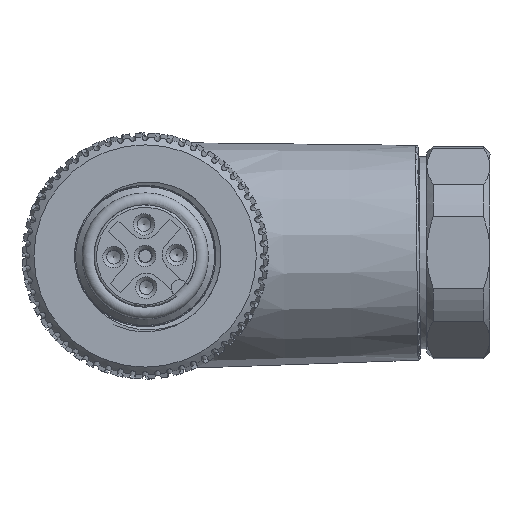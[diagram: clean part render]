
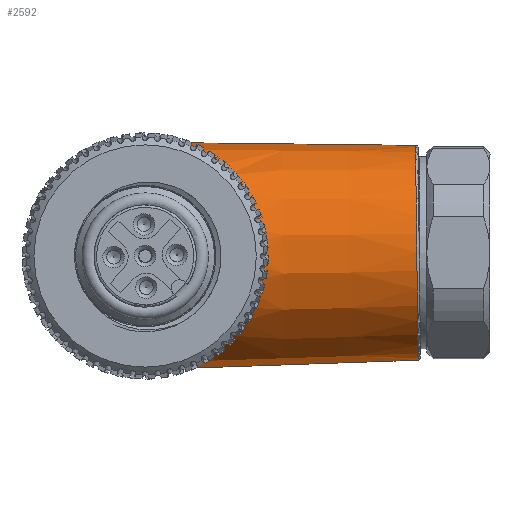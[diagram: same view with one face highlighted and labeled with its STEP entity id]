
A CAD part, left-side view. The second image highlights one B-rep face of the part: STEP entity #2592.
In plain terms, the highlighted conical face has half-angle 1.321 degrees and reference radius 8.994 mm.
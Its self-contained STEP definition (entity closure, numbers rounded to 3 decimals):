
#524=LINE('',#19448,#1081);
#525=LINE('',#19450,#1082);
#527=LINE('',#19457,#1084);
#528=LINE('',#19463,#1085);
#1081=VECTOR('',#12847,1.);
#1082=VECTOR('',#12850,1.);
#1084=VECTOR('',#12856,1.);
#1085=VECTOR('',#12861,1.);
#1630=FACE_OUTER_BOUND('',#3659,.T.);
#1804=CONICAL_SURFACE('',#10445,8.994,1.321);
#2592=ADVANCED_FACE('',(#1630),#1804,.T.);
#3092=B_SPLINE_CURVE_WITH_KNOTS('',3,(#19518,#19519,#19520,#19521,#19522,
#19523,#19524,#19525,#19526,#19527,#19528,#19529,#19530,#19531,#19532,#19533),
 .UNSPECIFIED.,.F.,.F.,(4,2,2,2,2,2,2,4),(0.,0.25,0.5,0.75,
0.875,0.938,0.969,1.),.UNSPECIFIED.);
#3093=B_SPLINE_CURVE_WITH_KNOTS('',3,(#19535,#19536,#19537,#19538,#19539,
#19540,#19541,#19542,#19543,#19544,#19545,#19546,#19547,#19548,#19549,#19550),
 .UNSPECIFIED.,.F.,.F.,(4,2,2,2,2,2,2,4),(0.,0.031,0.062,
0.125,0.25,0.5,0.75,1.),.UNSPECIFIED.);
#3659=EDGE_LOOP('',(#6014,#6015,#6016,#6017,#6018,#6019,#6020,#6021));
#6014=ORIENTED_EDGE('',*,*,#8686,.T.);
#6015=ORIENTED_EDGE('',*,*,#8683,.T.);
#6016=ORIENTED_EDGE('',*,*,#8677,.T.);
#6017=ORIENTED_EDGE('',*,*,#8674,.T.);
#6018=ORIENTED_EDGE('',*,*,#8699,.F.);
#6019=ORIENTED_EDGE('',*,*,#8700,.F.);
#6020=ORIENTED_EDGE('',*,*,#8673,.T.);
#6021=ORIENTED_EDGE('',*,*,#8680,.F.);
#7369=VERTEX_POINT('',#19444);
#7371=VERTEX_POINT('',#19447);
#7372=VERTEX_POINT('',#19451);
#7373=VERTEX_POINT('',#19452);
#7375=VERTEX_POINT('',#19458);
#7377=VERTEX_POINT('',#19462);
#7379=VERTEX_POINT('',#19489);
#7387=VERTEX_POINT('',#19534);
#8673=EDGE_CURVE('',#7369,#7371,#524,.T.);
#8674=EDGE_CURVE('',#7372,#7373,#525,.T.);
#8677=EDGE_CURVE('',#7375,#7372,#527,.T.);
#8680=EDGE_CURVE('',#7377,#7371,#528,.T.);
#8683=EDGE_CURVE('',#7379,#7375,#9421,.T.);
#8686=EDGE_CURVE('',#7377,#7379,#9424,.T.);
#8699=EDGE_CURVE('',#7387,#7373,#3092,.T.);
#8700=EDGE_CURVE('',#7369,#7387,#3093,.T.);
#9421=CIRCLE('',#10431,8.505);
#9424=CIRCLE('',#10435,8.505);
#10431=AXIS2_PLACEMENT_3D('',#19488,#12864,#12865);
#10435=AXIS2_PLACEMENT_3D('',#19493,#12872,#12873);
#10445=AXIS2_PLACEMENT_3D('',#19551,#12900,#12901);
#12847=DIRECTION('',(0.,-0.999,0.035));
#12850=DIRECTION('',(0.,1.,0.011));
#12856=DIRECTION('',(0.,1.,0.011));
#12861=DIRECTION('',(0.,0.999,-0.035));
#12864=DIRECTION('',(0.,1.,-0.012));
#12865=DIRECTION('',(0.,0.012,1.));
#12872=DIRECTION('',(0.,1.,-0.012));
#12873=DIRECTION('',(0.,0.012,1.));
#12900=DIRECTION('',(0.,1.,-0.012));
#12901=DIRECTION('',(0.,-0.012,-1.));
#19444=CARTESIAN_POINT('',(31.9,-0.506,-8.986));
#19447=CARTESIAN_POINT('',(31.9,-3.359,-8.886));
#19448=CARTESIAN_POINT('',(31.9,-11.055,-8.618));
#19450=CARTESIAN_POINT('',(31.9,-10.849,8.876));
#19451=CARTESIAN_POINT('',(31.9,-3.149,8.963));
#19452=CARTESIAN_POINT('',(31.9,-0.294,8.995));
#19457=CARTESIAN_POINT('',(31.9,-0.167,8.997));
#19458=CARTESIAN_POINT('',(31.9,-21.403,8.757));
#19462=CARTESIAN_POINT('',(31.9,-21.603,-8.25));
#19463=CARTESIAN_POINT('',(31.9,-0.379,-8.99));
#19488=CARTESIAN_POINT('',(31.9,-21.503,0.253));
#19489=CARTESIAN_POINT('',(31.805,-21.603,-8.25));
#19493=CARTESIAN_POINT('',(31.9,-21.503,0.253));
#19518=CARTESIAN_POINT('',(23.107,-8.999,0.106));
#19519=CARTESIAN_POINT('',(23.107,-8.983,1.521));
#19520=CARTESIAN_POINT('',(23.451,-8.623,2.88));
#19521=CARTESIAN_POINT('',(24.573,-7.474,5.175));
#19522=CARTESIAN_POINT('',(25.33,-6.707,6.105));
#19523=CARTESIAN_POINT('',(27.016,-5.005,7.564));
#19524=CARTESIAN_POINT('',(27.923,-4.092,8.081));
#19525=CARTESIAN_POINT('',(29.359,-2.654,8.615));
#19526=CARTESIAN_POINT('',(29.846,-2.166,8.75));
#19527=CARTESIAN_POINT('',(30.586,-1.43,8.889));
#19528=CARTESIAN_POINT('',(30.833,-1.184,8.925));
#19529=CARTESIAN_POINT('',(31.209,-0.818,8.964));
#19530=CARTESIAN_POINT('',(31.335,-0.696,8.974));
#19531=CARTESIAN_POINT('',(31.593,-0.46,8.989));
#19532=CARTESIAN_POINT('',(31.718,-0.294,8.995));
#19533=CARTESIAN_POINT('',(31.9,-0.294,8.995));
#19534=CARTESIAN_POINT('',(23.107,-8.999,0.106));
#19535=CARTESIAN_POINT('',(31.9,-0.506,-8.986));
#19536=CARTESIAN_POINT('',(31.721,-0.506,-8.986));
#19537=CARTESIAN_POINT('',(31.595,-0.67,-8.976));
#19538=CARTESIAN_POINT('',(31.337,-0.906,-8.955));
#19539=CARTESIAN_POINT('',(31.211,-1.027,-8.942));
#19540=CARTESIAN_POINT('',(30.835,-1.393,-8.895));
#19541=CARTESIAN_POINT('',(30.588,-1.637,-8.853));
#19542=CARTESIAN_POINT('',(29.851,-2.367,-8.697));
#19543=CARTESIAN_POINT('',(29.366,-2.848,-8.553));
#19544=CARTESIAN_POINT('',(27.93,-4.275,-7.986));
#19545=CARTESIAN_POINT('',(27.019,-5.179,-7.444));
#19546=CARTESIAN_POINT('',(25.345,-6.834,-5.96));
#19547=CARTESIAN_POINT('',(24.582,-7.586,-5.012));
#19548=CARTESIAN_POINT('',(23.451,-8.689,-2.678));
#19549=CARTESIAN_POINT('',(23.107,-9.016,-1.31));
#19550=CARTESIAN_POINT('',(23.107,-8.999,0.106));
#19551=CARTESIAN_POINT('',(31.9,-0.273,0.003));
